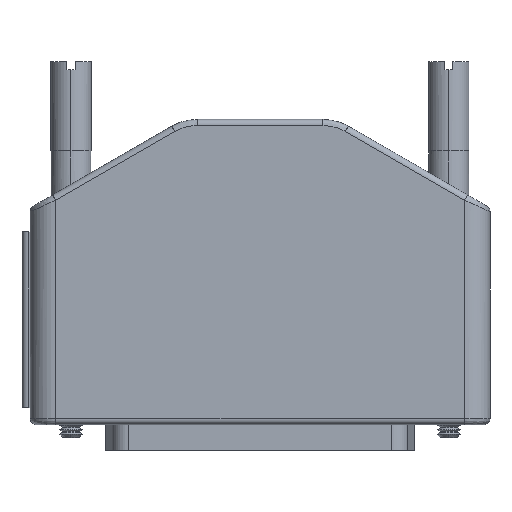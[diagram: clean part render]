
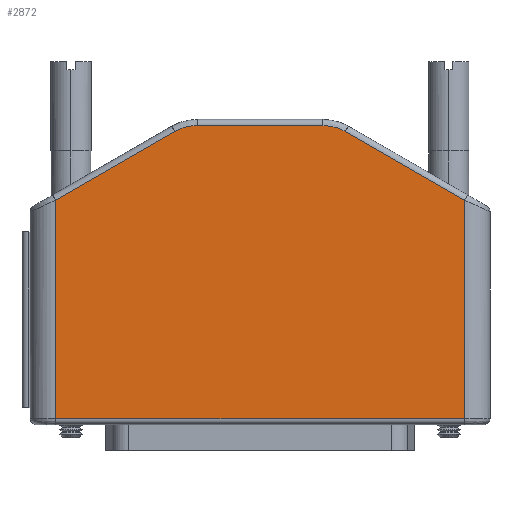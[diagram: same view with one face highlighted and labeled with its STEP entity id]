
A CAD part, top view. The second image highlights one B-rep face of the part: STEP entity #2872.
In plain terms, the highlighted planar face has unit normal (0, 0, 1).
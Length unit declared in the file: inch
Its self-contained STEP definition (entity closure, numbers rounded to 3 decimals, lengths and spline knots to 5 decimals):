
#32 =( BOUNDED_CURVE ( )  B_SPLINE_CURVE ( 3, ( #8330, #8326, #8316, #8331 ),
 .UNSPECIFIED., .F., .F. ) 
 B_SPLINE_CURVE_WITH_KNOTS ( ( 4, 4 ),
 ( 0., 1. ),
 .UNSPECIFIED. ) 
 CURVE ( )  GEOMETRIC_REPRESENTATION_ITEM ( )  RATIONAL_B_SPLINE_CURVE ( ( 1., 0.977, 0.977, 1. ) ) 
 REPRESENTATION_ITEM ( '' )  );
#181 = EDGE_CURVE ( 'NONE', #8390, #8394, #758, .T. ) ;
#216 = EDGE_CURVE ( 'NONE', #8380, #8390, #6629, .T. ) ;
#294 = EDGE_CURVE ( 'NONE', #8385, #8380, #6595, .T. ) ;
#758 =( BOUNDED_CURVE ( )  B_SPLINE_CURVE ( 3, ( #3580, #3577, #3575, #3581 ),
 .UNSPECIFIED., .F., .T. ) 
 B_SPLINE_CURVE_WITH_KNOTS ( ( 4, 4 ),
 ( 0., 1. ),
 .UNSPECIFIED. ) 
 CURVE ( )  GEOMETRIC_REPRESENTATION_ITEM ( )  RATIONAL_B_SPLINE_CURVE ( ( 1., 0.977, 0.977, 1. ) ) 
 REPRESENTATION_ITEM ( '' )  );
#917 = AXIS2_PLACEMENT_3D ( 'NONE', #8503, #8519, #8521 ) ;
#1225 = ORIENTED_EDGE ( 'NONE', *, *, #2799, .F. ) ;
#1294 = ORIENTED_EDGE ( 'NONE', *, *, #181, .F. ) ;
#1295 = ORIENTED_EDGE ( 'NONE', *, *, #2831, .F. ) ;
#1326 = ORIENTED_EDGE ( 'NONE', *, *, #216, .F. ) ;
#1755 = ORIENTED_EDGE ( 'NONE', *, *, #2763, .F. ) ;
#1758 = ORIENTED_EDGE ( 'NONE', *, *, #2661, .F. ) ;
#1787 = ORIENTED_EDGE ( 'NONE', *, *, #294, .F. ) ;
#1797 = ORIENTED_EDGE ( 'NONE', *, *, #2777, .F. ) ;
#2661 = EDGE_CURVE ( 'NONE', #8379, #8385, #4159, .T. ) ;
#2763 = EDGE_CURVE ( 'NONE', #8394, #8392, #3705, .T. ) ;
#2777 = EDGE_CURVE ( 'NONE', #8383, #8379, #3727, .T. ) ;
#2799 = EDGE_CURVE ( 'NONE', #8361, #8383, #3934, .T. ) ;
#2831 = EDGE_CURVE ( 'NONE', #8392, #8361, #32, .T. ) ;
#2872 = ADVANCED_FACE ( 'NONE', ( #11491 ), #8514, .F. ) ;
#3575 = CARTESIAN_POINT ( 'NONE',  ( -0.34686, 1.466, 0.3 ) ) ;
#3577 = CARTESIAN_POINT ( 'NONE',  ( -0.38437, 1.45595, 0.3 ) ) ;
#3580 = CARTESIAN_POINT ( 'NONE',  ( -0.41801, 1.43653, 0.3 ) ) ;
#3581 = CARTESIAN_POINT ( 'NONE',  ( -0.30801, 1.466, 0.3 ) ) ;
#3705 = LINE ( 'NONE', #8206, #3706 ) ;
#3706 = VECTOR ( 'NONE', #8209, 39.37008 ) ;
#3727 = LINE ( 'NONE', #8225, #3824 ) ;
#3824 = VECTOR ( 'NONE', #8227, 39.37008 ) ;
#3934 = LINE ( 'NONE', #8258, #3986 ) ;
#3986 = VECTOR ( 'NONE', #8247, 39.37008 ) ;
#4159 = LINE ( 'NONE', #8085, #4168 ) ;
#4168 = VECTOR ( 'NONE', #8086, 39.37008 ) ;
#6032 = EDGE_LOOP ( 'NONE', ( #1326, #1787, #1758, #1797, #1225, #1295, #1755, #1294 ) ) ;
#6368 = VECTOR ( 'NONE', #9515, 39.37008 ) ;
#6595 = LINE ( 'NONE', #9574, #6853 ) ;
#6629 = LINE ( 'NONE', #9521, #6368 ) ;
#6853 = VECTOR ( 'NONE', #9533, 39.37008 ) ;
#8085 = CARTESIAN_POINT ( 'NONE',  ( 0., 0.03, 0.3 ) ) ;
#8086 = DIRECTION ( 'NONE',  ( -1., 0., 0. ) ) ;
#8206 = CARTESIAN_POINT ( 'NONE',  ( 0., 1.466, 0.3 ) ) ;
#8209 = DIRECTION ( 'NONE',  ( 1., 0., 0. ) ) ;
#8225 = CARTESIAN_POINT ( 'NONE',  ( 1.002, 1.72108, 0.3 ) ) ;
#8227 = DIRECTION ( 'NONE',  ( 0., -1., 0. ) ) ;
#8247 = DIRECTION ( 'NONE',  ( 0.866, -0.5, 0. ) ) ;
#8258 = CARTESIAN_POINT ( 'NONE',  ( 0.41801, 1.43653, 0.3 ) ) ;
#8316 = CARTESIAN_POINT ( 'NONE',  ( 0.38437, 1.45595, 0.3 ) ) ;
#8326 = CARTESIAN_POINT ( 'NONE',  ( 0.34686, 1.466, 0.3 ) ) ;
#8330 = CARTESIAN_POINT ( 'NONE',  ( 0.30801, 1.466, 0.3 ) ) ;
#8331 = CARTESIAN_POINT ( 'NONE',  ( 0.41801, 1.43653, 0.3 ) ) ;
#8361 = VERTEX_POINT ( 'NONE', #11240 ) ;
#8379 = VERTEX_POINT ( 'NONE', #11249 ) ;
#8380 = VERTEX_POINT ( 'NONE', #11250 ) ;
#8383 = VERTEX_POINT ( 'NONE', #11253 ) ;
#8385 = VERTEX_POINT ( 'NONE', #11254 ) ;
#8390 = VERTEX_POINT ( 'NONE', #11257 ) ;
#8392 = VERTEX_POINT ( 'NONE', #11258 ) ;
#8394 = VERTEX_POINT ( 'NONE', #11259 ) ;
#8503 = CARTESIAN_POINT ( 'NONE',  ( 0., 1.72108, 0.3 ) ) ;
#8514 = PLANE ( 'NONE',  #917 ) ;
#8519 = DIRECTION ( 'NONE',  ( 0., 0., -1. ) ) ;
#8521 = DIRECTION ( 'NONE',  ( -1., 0., 0. ) ) ;
#9515 = DIRECTION ( 'NONE',  ( 0.866, 0.5, 0. ) ) ;
#9521 = CARTESIAN_POINT ( 'NONE',  ( -1.002, 1.09936, 0.3 ) ) ;
#9533 = DIRECTION ( 'NONE',  ( 0., 1., 0. ) ) ;
#9574 = CARTESIAN_POINT ( 'NONE',  ( -1.002, 1.72108, 0.3 ) ) ;
#11240 = CARTESIAN_POINT ( 'NONE',  ( 0.41801, 1.43653, 0.3 ) ) ;
#11249 = CARTESIAN_POINT ( 'NONE',  ( 1.002, 0.03, 0.3 ) ) ;
#11250 = CARTESIAN_POINT ( 'NONE',  ( -1.002, 1.09936, 0.3 ) ) ;
#11253 = CARTESIAN_POINT ( 'NONE',  ( 1.002, 1.09936, 0.29997 ) ) ;
#11254 = CARTESIAN_POINT ( 'NONE',  ( -1.002, 0.03, 0.3 ) ) ;
#11257 = CARTESIAN_POINT ( 'NONE',  ( -0.41801, 1.43653, 0.3 ) ) ;
#11258 = CARTESIAN_POINT ( 'NONE',  ( 0.30801, 1.466, 0.3 ) ) ;
#11259 = CARTESIAN_POINT ( 'NONE',  ( -0.30801, 1.466, 0.3 ) ) ;
#11491 = FACE_OUTER_BOUND ( 'NONE', #6032, .T. ) ;
